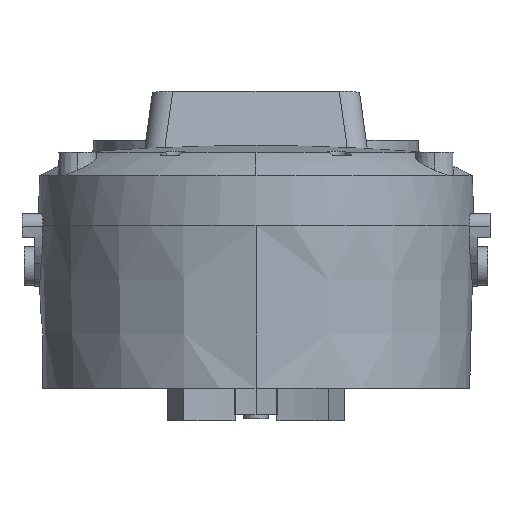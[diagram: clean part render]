
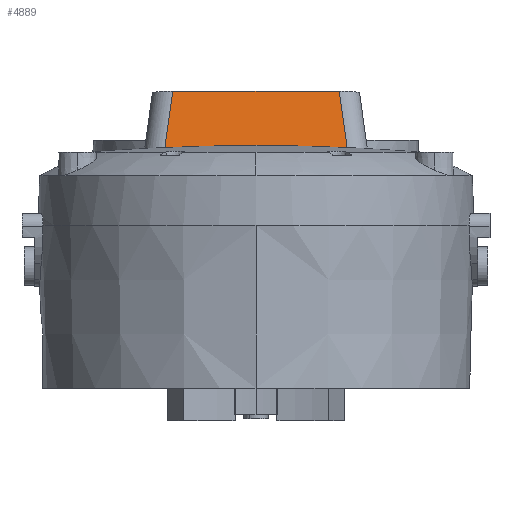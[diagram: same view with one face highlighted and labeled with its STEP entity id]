
A CAD part, left-side view. The second image highlights one B-rep face of the part: STEP entity #4889.
In plain terms, the highlighted planar face has unit normal (-0.985, 0, 0.174).
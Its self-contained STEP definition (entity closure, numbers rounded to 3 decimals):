
#201 = CARTESIAN_POINT ( 'NONE',  ( 320.295, 0., 392.816 ) ) ;
#697 = DIRECTION ( 'NONE',  ( 0., -1., 0. ) ) ;
#756 = AXIS2_PLACEMENT_3D ( 'NONE', #7428, #3273, #6100 ) ;
#906 = CARTESIAN_POINT ( 'NONE',  ( 320.186, 29.916, 392.196 ) ) ;
#1244 = VERTEX_POINT ( 'NONE', #7628 ) ;
#1348 = CARTESIAN_POINT ( 'NONE',  ( 320.29, -7.481, 392.787 ) ) ;
#1598 = EDGE_CURVE ( 'NONE', #1806, #4487, #8608, .T. ) ;
#1806 = VERTEX_POINT ( 'NONE', #3119 ) ;
#2038 = VECTOR ( 'NONE', #6436, 1000. ) ;
#2133 = B_SPLINE_CURVE_WITH_KNOTS ( 'NONE', 3,
 ( #4749, #3496, #4882, #8342, #4010, #1348, #7562, #9122 ),
 .UNSPECIFIED., .F., .F.,
 ( 4, 2, 2, 4 ),
 ( 0.001, 0.023, 0.034, 0.046 ),
 .UNSPECIFIED. ) ;
#2542 = ORIENTED_EDGE ( 'NONE', *, *, #1598, .F. ) ;
#2614 = VERTEX_POINT ( 'NONE', #7223 ) ;
#2883 = VECTOR ( 'NONE', #5758, 1000. ) ;
#2992 = VECTOR ( 'NONE', #697, 1000. ) ;
#3000 = CARTESIAN_POINT ( 'NONE',  ( 320.295, 3.741, 392.816 ) ) ;
#3112 = CARTESIAN_POINT ( 'NONE',  ( 320.036, 44.853, 391.345 ) ) ;
#3119 = CARTESIAN_POINT ( 'NONE',  ( 325., 40.938, 419.5 ) ) ;
#3225 = PLANE ( 'NONE',  #756 ) ;
#3273 = DIRECTION ( 'NONE',  ( -0.985, 0., 0.174 ) ) ;
#3392 = CARTESIAN_POINT ( 'NONE',  ( 325., -40.938, 419.5 ) ) ;
#3421 = VERTEX_POINT ( 'NONE', #3112 ) ;
#3478 = CARTESIAN_POINT ( 'NONE',  ( 324.566, -41.281, 417.039 ) ) ;
#3496 = CARTESIAN_POINT ( 'NONE',  ( 320.123, -37.388, 391.839 ) ) ;
#3602 = ORIENTED_EDGE ( 'NONE', *, *, #4315, .T. ) ;
#3789 = B_SPLINE_CURVE_WITH_KNOTS ( 'NONE', 3,
 ( #201, #3000, #7168, #4446, #7357, #906, #6620, #6572 ),
 .UNSPECIFIED., .F., .F.,
 ( 4, 2, 2, 4 ),
 ( 0., 0.011, 0.022, 0.045 ),
 .UNSPECIFIED. ) ;
#3829 = EDGE_CURVE ( 'NONE', #1244, #3421, #3789, .T. ) ;
#4010 = CARTESIAN_POINT ( 'NONE',  ( 320.267, -14.961, 392.659 ) ) ;
#4122 = ORIENTED_EDGE ( 'NONE', *, *, #8664, .T. ) ;
#4201 = EDGE_LOOP ( 'NONE', ( #5209, #4444, #4122, #2542, #3602 ) ) ;
#4315 = EDGE_CURVE ( 'NONE', #1806, #3421, #6403, .T. ) ;
#4444 = ORIENTED_EDGE ( 'NONE', *, *, #5158, .F. ) ;
#4446 = CARTESIAN_POINT ( 'NONE',  ( 320.267, 14.961, 392.659 ) ) ;
#4487 = VERTEX_POINT ( 'NONE', #3392 ) ;
#4749 = CARTESIAN_POINT ( 'NONE',  ( 320.036, -44.853, 391.345 ) ) ;
#4882 = CARTESIAN_POINT ( 'NONE',  ( 320.186, -29.916, 392.196 ) ) ;
#4889 = ADVANCED_FACE ( 'NONE', ( #8812 ), #3225, .T. ) ;
#5105 = CARTESIAN_POINT ( 'NONE',  ( 327.345, 39.089, 432.799 ) ) ;
#5158 = EDGE_CURVE ( 'NONE', #2614, #1244, #2133, .T. ) ;
#5209 = ORIENTED_EDGE ( 'NONE', *, *, #3829, .F. ) ;
#5746 = LINE ( 'NONE', #3478, #2038 ) ;
#5758 = DIRECTION ( 'NONE',  ( -0.172, 0.136, -0.976 ) ) ;
#6100 = DIRECTION ( 'NONE',  ( 0.174, 0., 0.985 ) ) ;
#6403 = LINE ( 'NONE', #5105, #2883 ) ;
#6436 = DIRECTION ( 'NONE',  ( 0.172, 0.136, 0.976 ) ) ;
#6572 = CARTESIAN_POINT ( 'NONE',  ( 320.036, 44.853, 391.345 ) ) ;
#6620 = CARTESIAN_POINT ( 'NONE',  ( 320.123, 37.388, 391.839 ) ) ;
#7168 = CARTESIAN_POINT ( 'NONE',  ( 320.29, 7.481, 392.787 ) ) ;
#7223 = CARTESIAN_POINT ( 'NONE',  ( 320.036, -44.853, 391.345 ) ) ;
#7357 = CARTESIAN_POINT ( 'NONE',  ( 320.251, 18.7, 392.565 ) ) ;
#7428 = CARTESIAN_POINT ( 'NONE',  ( 325., -59.53, 419.5 ) ) ;
#7562 = CARTESIAN_POINT ( 'NONE',  ( 320.295, -3.741, 392.816 ) ) ;
#7628 = CARTESIAN_POINT ( 'NONE',  ( 320.295, 0., 392.816 ) ) ;
#7745 = CARTESIAN_POINT ( 'NONE',  ( 325., -59.53, 419.5 ) ) ;
#8342 = CARTESIAN_POINT ( 'NONE',  ( 320.251, -18.7, 392.565 ) ) ;
#8608 = LINE ( 'NONE', #7745, #2992 ) ;
#8664 = EDGE_CURVE ( 'NONE', #2614, #4487, #5746, .T. ) ;
#8812 = FACE_OUTER_BOUND ( 'NONE', #4201, .T. ) ;
#9122 = CARTESIAN_POINT ( 'NONE',  ( 320.295, 0., 392.816 ) ) ;
